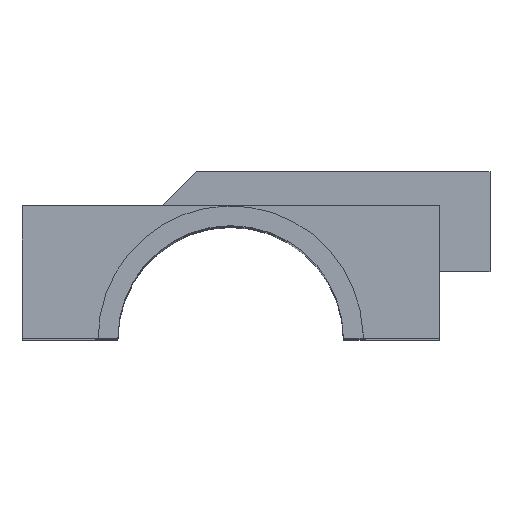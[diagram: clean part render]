
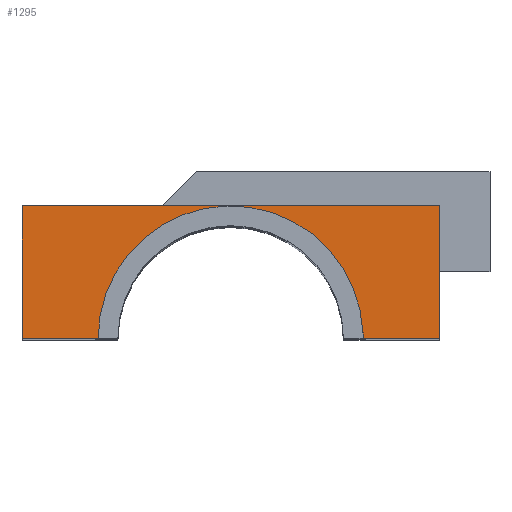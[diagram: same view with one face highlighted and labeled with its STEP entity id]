
A CAD part, top view. The second image highlights one B-rep face of the part: STEP entity #1295.
In plain terms, the highlighted planar face has unit normal (0, 0, 1).
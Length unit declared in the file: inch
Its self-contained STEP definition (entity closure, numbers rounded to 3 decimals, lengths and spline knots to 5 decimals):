
#150=CIRCLE('',#1356,0.5875);
#152=CIRCLE('',#1359,0.03125);
#203=FACE_OUTER_BOUND('',#280,.T.);
#280=EDGE_LOOP('',(#1104,#1105,#1106,#1107,#1108,#1109,#1110,#1111));
#338=LINE('',#1769,#463);
#383=LINE('',#2007,#508);
#398=LINE('',#2145,#523);
#424=LINE('',#2380,#549);
#425=LINE('',#2382,#550);
#426=LINE('',#2383,#551);
#463=VECTOR('',#1445,0.3375);
#508=VECTOR('',#1526,0.588);
#523=VECTOR('',#1577,1.85);
#549=VECTOR('',#1641,0.588);
#550=VECTOR('',#1644,0.3375);
#551=VECTOR('',#1645,0.02427);
#582=VERTEX_POINT('',#1755);
#588=VERTEX_POINT('',#1767);
#636=VERTEX_POINT('',#2004);
#637=VERTEX_POINT('',#2006);
#652=VERTEX_POINT('',#2129);
#653=VERTEX_POINT('',#2130);
#656=VERTEX_POINT('',#2138);
#658=VERTEX_POINT('',#2144);
#711=EDGE_CURVE('',#582,#588,#338,.T.);
#772=EDGE_CURVE('',#636,#637,#383,.T.);
#795=EDGE_CURVE('',#652,#653,#150,.T.);
#799=EDGE_CURVE('',#656,#652,#152,.T.);
#802=EDGE_CURVE('',#637,#658,#398,.T.);
#846=EDGE_CURVE('',#658,#588,#424,.T.);
#847=EDGE_CURVE('',#636,#653,#425,.T.);
#848=EDGE_CURVE('',#656,#582,#426,.T.);
#1104=ORIENTED_EDGE('',*,*,#711,.T.);
#1105=ORIENTED_EDGE('',*,*,#846,.F.);
#1106=ORIENTED_EDGE('',*,*,#802,.F.);
#1107=ORIENTED_EDGE('',*,*,#772,.F.);
#1108=ORIENTED_EDGE('',*,*,#847,.T.);
#1109=ORIENTED_EDGE('',*,*,#795,.F.);
#1110=ORIENTED_EDGE('',*,*,#799,.F.);
#1111=ORIENTED_EDGE('',*,*,#848,.T.);
#1242=PLANE('',#1381);
#1295=ADVANCED_FACE('',(#203),#1242,.T.);
#1356=AXIS2_PLACEMENT_3D('',#2131,#1562,#1563);
#1359=AXIS2_PLACEMENT_3D('',#2139,#1570,#1571);
#1381=AXIS2_PLACEMENT_3D('',#2381,#1642,#1643);
#1445=DIRECTION('',(1.,0.,0.));
#1526=DIRECTION('',(0.,1.,0.));
#1562=DIRECTION('center_axis',(0.,0.,1.));
#1563=DIRECTION('ref_axis',(-1.,0.,0.));
#1570=DIRECTION('center_axis',(0.,0.,-1.));
#1571=DIRECTION('ref_axis',(-0.689,-0.725,0.));
#1577=DIRECTION('',(1.,0.,0.));
#1641=DIRECTION('',(0.,-1.,0.));
#1642=DIRECTION('center_axis',(0.,0.,1.));
#1643=DIRECTION('ref_axis',(0.,-1.,0.));
#1644=DIRECTION('',(1.,0.,0.));
#1645=DIRECTION('',(0.,-1.,0.));
#1755=CARTESIAN_POINT('',(0.5875,0.,2.225));
#1767=CARTESIAN_POINT('',(0.925,0.,2.225));
#1769=CARTESIAN_POINT('',(-1.26318,0.,2.225));
#2004=CARTESIAN_POINT('',(-0.925,0.,2.225));
#2006=CARTESIAN_POINT('',(-0.925,0.588,2.225));
#2007=CARTESIAN_POINT('',(-0.925,-0.06,2.225));
#2129=CARTESIAN_POINT('',(0.58675,0.02967,2.225));
#2130=CARTESIAN_POINT('',(-0.5875,0.,2.225));
#2131=CARTESIAN_POINT('Origin',(0.,0.,2.225));
#2138=CARTESIAN_POINT('',(0.5875,0.02427,2.225));
#2139=CARTESIAN_POINT('Origin',(0.61796,0.03125,2.225));
#2144=CARTESIAN_POINT('',(0.925,0.588,2.225));
#2145=CARTESIAN_POINT('',(-0.925,0.588,2.225));
#2380=CARTESIAN_POINT('',(0.925,0.,2.225));
#2381=CARTESIAN_POINT('Origin',(-0.925,0.,2.225));
#2382=CARTESIAN_POINT('',(-1.26318,0.,2.225));
#2383=CARTESIAN_POINT('',(0.5875,0.,2.225));
